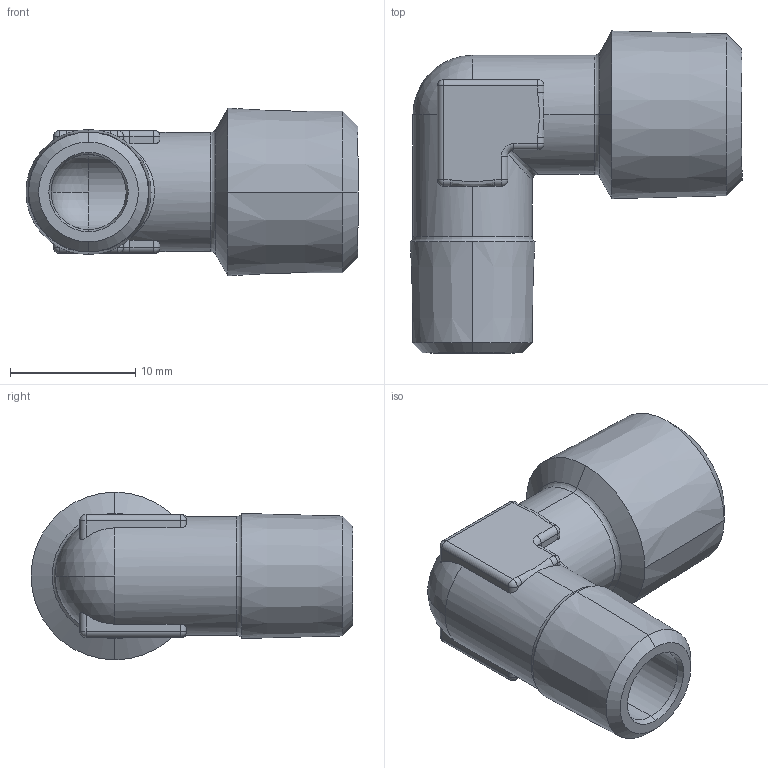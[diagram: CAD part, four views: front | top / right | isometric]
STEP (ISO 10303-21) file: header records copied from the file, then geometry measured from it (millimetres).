
FILE_DESCRIPTION (( 'STEP AP203' ), '1' );
FILE_NAME ('05280102.STEP', '2010-09-13T15:23:29', ( 'Flavio' ), ( '' ), 'SwSTEP 2.0', 'SolidWorks 2009', '' );
FILE_SCHEMA (( 'CONFIG_CONTROL_DESIGN' ));
Length unit declared in the file: millimetre
Products named in the file (1): 05280102
Bounding box: 26.49 x 25.69 x 13.38 mm (x, y, z)
Volume: 2253.4 mm3; surface area: 2294.2 mm2
Topology: 1 solids, 1 shells, 99 faces, 241 edges, 132 vertices
Faces by surface type: cylinder 38, plane 20, cone 16, sphere 14, torus 6, bspline 5
Entity records: 3412 total; most frequent: CARTESIAN_POINT 1073, DIRECTION 512, ORIENTED_EDGE 458, EDGE_CURVE 229, AXIS2_PLACEMENT_3D 211, VERTEX_POINT 132, CIRCLE 116, EDGE_LOOP 101
